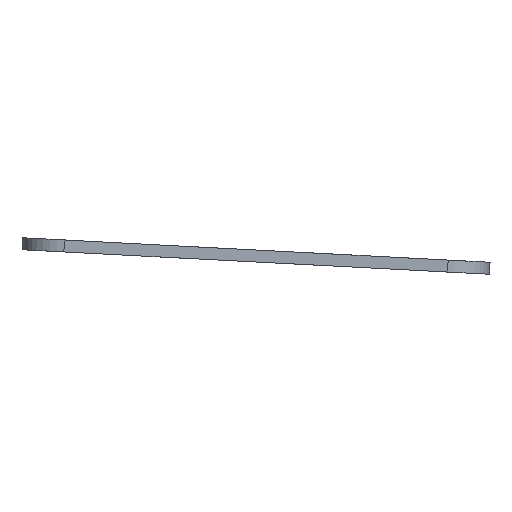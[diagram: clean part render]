
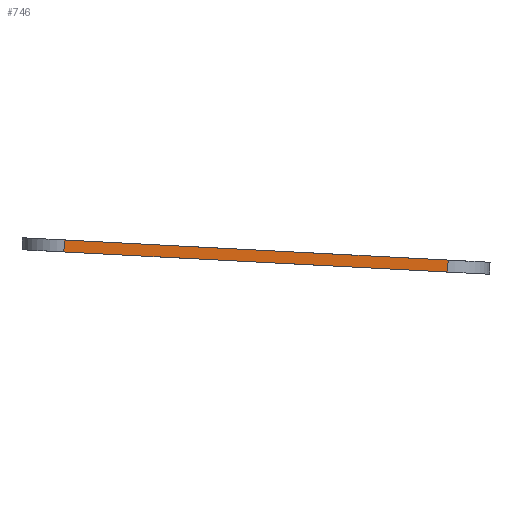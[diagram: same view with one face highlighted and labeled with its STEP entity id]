
A CAD part, left-side view. The second image highlights one B-rep face of the part: STEP entity #746.
In plain terms, the highlighted planar face has unit normal (-1, 0, 0).
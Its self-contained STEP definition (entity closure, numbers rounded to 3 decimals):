
#107=LINE('',#1124,#164);
#141=LINE('',#1269,#198);
#142=LINE('',#1272,#199);
#143=LINE('',#1273,#200);
#164=VECTOR('',#871,10.);
#198=VECTOR('',#987,10.);
#199=VECTOR('',#990,10.);
#200=VECTOR('',#991,10.);
#226=PLANE('',#823);
#251=FACE_OUTER_BOUND('',#301,.T.);
#301=EDGE_LOOP('',(#628,#629,#630,#631));
#351=VERTEX_POINT('',#1121);
#352=VERTEX_POINT('',#1123);
#394=VERTEX_POINT('',#1267);
#395=VERTEX_POINT('',#1271);
#423=EDGE_CURVE('',#351,#352,#107,.T.);
#484=EDGE_CURVE('',#394,#351,#141,.T.);
#485=EDGE_CURVE('',#352,#395,#142,.T.);
#486=EDGE_CURVE('',#394,#395,#143,.T.);
#628=ORIENTED_EDGE('',*,*,#485,.F.);
#629=ORIENTED_EDGE('',*,*,#423,.F.);
#630=ORIENTED_EDGE('',*,*,#484,.F.);
#631=ORIENTED_EDGE('',*,*,#486,.T.);
#746=ADVANCED_FACE('',(#251),#226,.T.);
#823=AXIS2_PLACEMENT_3D('',#1270,#988,#989);
#871=DIRECTION('',(0.,0.999,0.052));
#987=DIRECTION('',(0.,0.052,-0.999));
#988=DIRECTION('center_axis',(-1.,0.,0.));
#989=DIRECTION('ref_axis',(0.,0.999,0.052));
#990=DIRECTION('',(0.,-0.052,0.999));
#991=DIRECTION('',(0.,0.999,0.052));
#1121=CARTESIAN_POINT('',(-163.409,-49.225,9.424));
#1123=CARTESIAN_POINT('',(-163.409,46.943,14.464));
#1124=CARTESIAN_POINT('',(-163.409,-30.176,10.422));
#1267=CARTESIAN_POINT('',(-163.409,-49.382,12.42));
#1269=CARTESIAN_POINT('',(-163.409,-49.387,12.52));
#1270=CARTESIAN_POINT('Origin',(-163.409,-59.373,11.996));
#1271=CARTESIAN_POINT('',(-163.409,46.786,17.46));
#1272=CARTESIAN_POINT('',(-163.409,46.781,17.56));
#1273=CARTESIAN_POINT('',(-163.409,-30.333,13.418));
